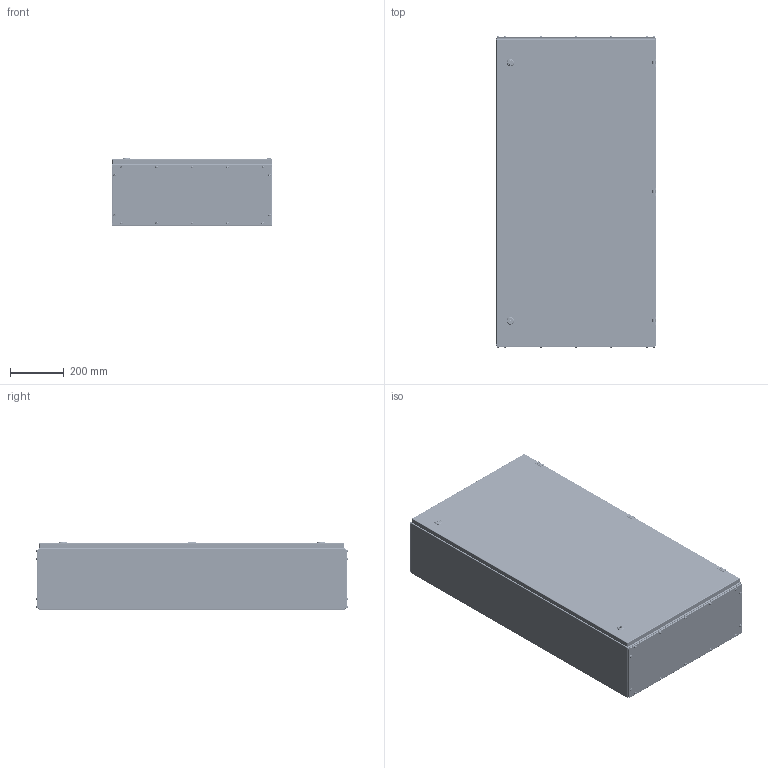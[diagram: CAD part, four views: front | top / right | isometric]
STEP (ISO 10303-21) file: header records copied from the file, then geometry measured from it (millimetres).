
FILE_DESCRIPTION (( 'STEP AP214' ), '1' );
FILE_NAME ('10.060.115.25.STEP', '2024-05-30T06:58:33', ( '' ), ( '' ), 'SwSTEP 2.0', 'SolidWorks 2021', '' );
FILE_SCHEMA (( 'AUTOMOTIVE_DESIGN' ));
Length unit declared in the file: millimetre
Products named in the file (25): Êîðïóñ øêàôà W600H1150D250; 署赅 W600D250; Çàêëåïêà ðåçüáîâàÿ Ì5 øåñòèãðàííàÿ ñ óìåíüøåííûì áîðòîì; Øïèëüêà ïðèâàðíàÿ Ì6õ10; Øïèëüêà ïðèâàðíàÿ Ì8õ25; Áîëò Ì6õ10 ñ øåñòèãðàííîé ãîëîâêîé ñ ïðåññøàéáîé; 8SJ_MS705_0010.stp; 8SJ_MS705-1_0040.stp; Êàðêàñ øêàôà W600H1150D250; Çàêëåïêà ðåçüáîâàÿ Ì8 øåñòèãðàííàÿ ñ óìåíüøåííûì áîðòîì; 8SJ_MS705_0760.stp; ﾄ粢 ﾑﾁ W600H1150; 8SJ_MS705_0510.stp; Ïåðåìû÷êà êàðêàñà W600; 嵑謺麃 檐; 10.060.115.25; Âèíò DIN 967 Ì5õ16 ñ ïîëóêðóãëîé ãîëîâêîé ñ êðåñòîîáðàçíûì øëèöåì; Øïèëüêà ïðèâàðíàÿ Ì6õ15; ﾇ瑟鶴 ﾀﾑ ms1000-3M.stp; 8SJ_S1B_0001.stp; Ãàñêåòèíã äâåðè W600H1150; SW6X8.stp; Ðåéêà H1150; Ïðîêëàäêà êðûøêè W600D250; Äâåðíîå ïîëîòíî W600H1150
Assembly tree (105 placements, depth 4):
  10.060.115.25
    Êàðêàñ øêàôà W600H1150D250
      Êîðïóñ øêàôà W600H1150D250
      Ïåðåìû÷êà êàðêàñà W600  x2
      Øïèëüêà ïðèâàðíàÿ Ì6õ15  x8
      Øïèëüêà ïðèâàðíàÿ Ì8õ25  x6
    署赅 W600D250  x2
    Ïðîêëàäêà êðûøêè W600D250  x2
    ﾄ粢 ﾑﾁ W600H1150
      Äâåðíîå ïîëîòíî W600H1150
      Ðåéêà H1150  x2
      Ãàñêåòèíã äâåðè W600H1150
      Øïèëüêà ïðèâàðíàÿ Ì6õ10  x2
      ﾇ瑟鶴 ﾀﾑ ms1000-3M.stp  x2
        8SJ_MS705_0010.stp
        8SJ_MS705_0510.stp
        8SJ_MS705_0760.stp
        8SJ_S1B_0001.stp
        8SJ_MS705-1_0040.stp
        SW6X8.stp
    嵑謺麃 檐  x3
    Áîëò Ì6õ10 ñ øåñòèãðàííîé ãîëîâêîé ñ ïðåññøàéáîé  x3
    Çàêëåïêà ðåçüáîâàÿ Ì5 øåñòèãðàííàÿ ñ óìåíüøåííûì áîðòîì  x28
    Âèíò DIN 967 Ì5õ16 ñ ïîëóêðóãëîé ãîëîâêîé ñ êðåñòîîáðàçíûì øëèöåì  x28
    Çàêëåïêà ðåçüáîâàÿ Ì8 øåñòèãðàííàÿ ñ óìåíüøåííûì áîðòîì  x6
Bounding box: 600 x 1165.11 x 254.65 mm (x, y, z)
Volume: 2981887.5 mm3; surface area: 5359796.4 mm2
Topology: 107 solids, 119 shells, 6453 faces, 16323 edges, 10161 vertices
Faces by surface type: plane 2666, cylinder 2345, bspline 700, cone 330, torus 244, sphere 168
Entity records: 86915 total; most frequent: CARTESIAN_POINT 42474, ORIENTED_EDGE 9474, DIRECTION 8070, EDGE_CURVE 4743, VERTEX_POINT 2941, AXIS2_PLACEMENT_3D 2751, VECTOR 2568, LINE 2568
